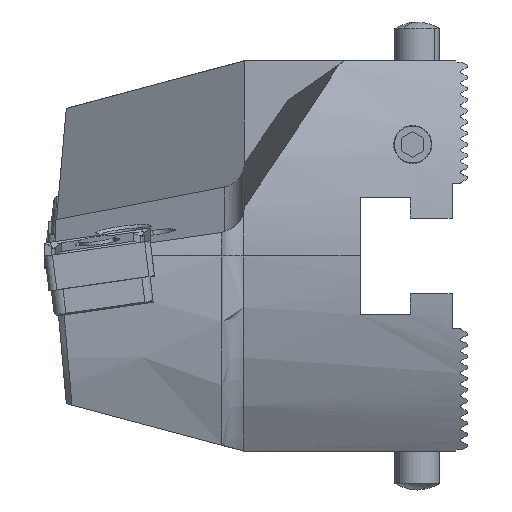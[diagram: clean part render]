
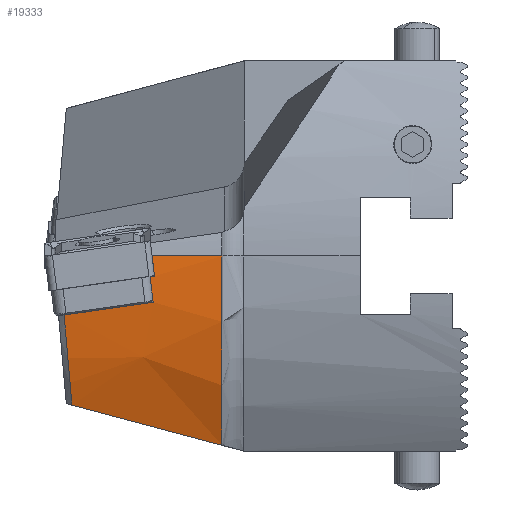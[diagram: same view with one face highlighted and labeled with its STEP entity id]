
A CAD part, left-side view. The second image highlights one B-rep face of the part: STEP entity #19333.
In plain terms, the highlighted conical face has half-angle 9.166 degrees and reference radius 68.183 mm.
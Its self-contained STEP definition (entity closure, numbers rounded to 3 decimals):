
#245 = CARTESIAN_POINT ( 'NONE',  ( 4.609, -19.281, -6.766 ) ) ;
#376 = CARTESIAN_POINT ( 'NONE',  ( 5.264, -4.477, -21.987 ) ) ;
#1004 = CARTESIAN_POINT ( 'NONE',  ( 4.46, -19.7, -3.613 ) ) ;
#1395 =( BOUNDED_CURVE ( )  B_SPLINE_CURVE ( 3, ( #1004, #11398, #15644, #3192 ),
 .UNSPECIFIED., .F., .T. ) 
 B_SPLINE_CURVE_WITH_KNOTS ( ( 4, 4 ),
 ( 4.763, 4.815 ),
 .UNSPECIFIED. ) 
 CURVE ( )  GEOMETRIC_REPRESENTATION_ITEM ( )  RATIONAL_B_SPLINE_CURVE ( ( 1., 1., 1., 1. ) ) 
 REPRESENTATION_ITEM ( '' )  );
#1559 = CARTESIAN_POINT ( 'NONE',  ( 4.338, -18.906, -3.727 ) ) ;
#1853 = CARTESIAN_POINT ( 'NONE',  ( 4.46, -19.7, -3.613 ) ) ;
#2021 = EDGE_CURVE ( 'NONE', #23311, #2807, #10569, .T. ) ;
#2432 = CARTESIAN_POINT ( 'NONE',  ( 7.079, -4.887, -26.72 ) ) ;
#2804 = ORIENTED_EDGE ( 'NONE', *, *, #21316, .F. ) ;
#2807 = VERTEX_POINT ( 'NONE', #22888 ) ;
#2971 = CARTESIAN_POINT ( 'NONE',  ( 74.5, -31.788, 0. ) ) ;
#3013 = CARTESIAN_POINT ( 'NONE',  ( 2.518, -3.486, -10.537 ) ) ;
#3192 = CARTESIAN_POINT ( 'NONE',  ( 4.296, -19.257, 0. ) ) ;
#3589 = CARTESIAN_POINT ( 'NONE',  ( 74.5, -31.788, 0. ) ) ;
#3614 = EDGE_CURVE ( 'NONE', #10596, #18262, #24572, .T. ) ;
#4347 = VERTEX_POINT ( 'NONE', #18435 ) ;
#4962 = ORIENTED_EDGE ( 'NONE', *, *, #13429, .F. ) ;
#6019 = DIRECTION ( 'NONE',  ( -1., 0., 0. ) ) ;
#6242 = CARTESIAN_POINT ( 'NONE',  ( 9.75, -14.438, -29.279 ) ) ;
#6283 = EDGE_CURVE ( 'NONE', #18779, #14990, #24914, .T. ) ;
#6810 = AXIS2_PLACEMENT_3D ( 'NONE', #3589, #18124, #9716 ) ;
#7270 = CARTESIAN_POINT ( 'NONE',  ( 7.079, -4.887, -26.72 ) ) ;
#7705 = ORIENTED_EDGE ( 'NONE', *, *, #6283, .T. ) ;
#8173 = ORIENTED_EDGE ( 'NONE', *, *, #21281, .T. ) ;
#8485 = VERTEX_POINT ( 'NONE', #13970 ) ;
#8637 = CARTESIAN_POINT ( 'NONE',  ( 4.338, -18.906, -3.727 ) ) ;
#8668 = CARTESIAN_POINT ( 'NONE',  ( 3.021, -3.758, -13.673 ) ) ;
#9152 = CARTESIAN_POINT ( 'NONE',  ( 4.819, -19.468, -8.277 ) ) ;
#9232 = CARTESIAN_POINT ( 'NONE',  ( 4.044, -14.142, -9.032 ) ) ;
#9716 = DIRECTION ( 'NONE',  ( -1., 0., 0. ) ) ;
#9943 = CARTESIAN_POINT ( 'NONE',  ( 4.338, -18.906, -3.727 ) ) ;
#10035 = LINE ( 'NONE', #10187, #14222 ) ;
#10187 = CARTESIAN_POINT ( 'NONE',  ( 6.318, -31.788, 0. ) ) ;
#10557 = CARTESIAN_POINT ( 'NONE',  ( 4.46, -19.7, -3.613 ) ) ;
#10569 = CIRCLE ( 'NONE', #14509, 68.182 ) ;
#10596 = VERTEX_POINT ( 'NONE', #1559 ) ;
#11116 =( BOUNDED_CURVE ( )  B_SPLINE_CURVE ( 3, ( #22739, #18498, #6242, #20802 ),
 .UNSPECIFIED., .F., .T. ) 
 B_SPLINE_CURVE_WITH_KNOTS ( ( 4, 4 ),
 ( 3.704, 3.794 ),
 .UNSPECIFIED. ) 
 CURVE ( )  GEOMETRIC_REPRESENTATION_ITEM ( )  RATIONAL_B_SPLINE_CURVE ( ( 1., 0.999, 0.999, 1. ) ) 
 REPRESENTATION_ITEM ( '' )  );
#11398 = CARTESIAN_POINT ( 'NONE',  ( 4.374, -19.552, -2.41 ) ) ;
#11810 = EDGE_CURVE ( 'NONE', #8485, #18779, #19217, .T. ) ;
#12825 = CARTESIAN_POINT ( 'NONE',  ( 3.699, -4.01, -16.593 ) ) ;
#13429 = EDGE_CURVE ( 'NONE', #8485, #10596, #22886, .T. ) ;
#13465 = ORIENTED_EDGE ( 'NONE', *, *, #3614, .F. ) ;
#13970 = CARTESIAN_POINT ( 'NONE',  ( 4.819, -19.468, -8.277 ) ) ;
#14222 = VECTOR ( 'NONE', #14331, 1000. ) ;
#14331 = DIRECTION ( 'NONE',  ( -0.159, 0.987, 0. ) ) ;
#14509 = AXIS2_PLACEMENT_3D ( 'NONE', #2971, #16108, #6019 ) ;
#14867 = CARTESIAN_POINT ( 'NONE',  ( 4.379, -19.171, -3.689 ) ) ;
#14908 = CARTESIAN_POINT ( 'NONE',  ( 6.15, -4.692, -24.462 ) ) ;
#14990 = VERTEX_POINT ( 'NONE', #7270 ) ;
#15460 = CARTESIAN_POINT ( 'NONE',  ( 3.277, -8.815, -9.785 ) ) ;
#15530 = CARTESIAN_POINT ( 'NONE',  ( 15.358, -31.788, -33.928 ) ) ;
#15644 = CARTESIAN_POINT ( 'NONE',  ( 4.319, -19.405, -1.206 ) ) ;
#16108 = DIRECTION ( 'NONE',  ( 0., 1., 0. ) ) ;
#16360 = ORIENTED_EDGE ( 'NONE', *, *, #21877, .F. ) ;
#17540 = EDGE_LOOP ( 'NONE', ( #20901, #8173, #16360, #13465, #4962, #24582, #7705, #2804 ) ) ;
#17636 = CARTESIAN_POINT ( 'NONE',  ( 2.518, -3.486, -10.537 ) ) ;
#17993 = CARTESIAN_POINT ( 'NONE',  ( 4.419, -19.435, -3.651 ) ) ;
#18124 = DIRECTION ( 'NONE',  ( 0., 1., 0. ) ) ;
#18262 = VERTEX_POINT ( 'NONE', #1853 ) ;
#18435 = CARTESIAN_POINT ( 'NONE',  ( 4.296, -19.257, 0. ) ) ;
#18498 = CARTESIAN_POINT ( 'NONE',  ( 12.512, -23.411, -31.683 ) ) ;
#18779 = VERTEX_POINT ( 'NONE', #17636 ) ;
#18950 = CARTESIAN_POINT ( 'NONE',  ( 4.819, -19.468, -8.277 ) ) ;
#19217 = B_SPLINE_CURVE_WITH_KNOTS ( 'NONE', 3,
 ( #9152, #9232, #15460, #3013 ),
 .UNSPECIFIED., .F., .F.,
 ( 4, 4 ),
 ( 0.005, 0.021 ),
 .UNSPECIFIED. ) ;
#19333 = ADVANCED_FACE ( 'NONE', ( #21815 ), #21172, .T. ) ;
#20802 = CARTESIAN_POINT ( 'NONE',  ( 7.079, -4.887, -26.72 ) ) ;
#20901 = ORIENTED_EDGE ( 'NONE', *, *, #2021, .T. ) ;
#21090 = CARTESIAN_POINT ( 'NONE',  ( 4.449, -19.093, -5.248 ) ) ;
#21172 = CONICAL_SURFACE ( 'NONE', #6810, 68.182, 0.16 ) ;
#21281 = EDGE_CURVE ( 'NONE', #2807, #4347, #10035, .T. ) ;
#21316 = EDGE_CURVE ( 'NONE', #23311, #14990, #11116, .T. ) ;
#21815 = FACE_OUTER_BOUND ( 'NONE', #17540, .T. ) ;
#21877 = EDGE_CURVE ( 'NONE', #18262, #4347, #1395, .T. ) ;
#22739 = CARTESIAN_POINT ( 'NONE',  ( 15.358, -31.788, -33.928 ) ) ;
#22886 =( BOUNDED_CURVE ( )  B_SPLINE_CURVE ( 3, ( #18950, #245, #21090, #8637 ),
 .UNSPECIFIED., .F., .T. ) 
 B_SPLINE_CURVE_WITH_KNOTS ( ( 4, 4 ),
 ( 4.697, 4.762 ),
 .UNSPECIFIED. ) 
 CURVE ( )  GEOMETRIC_REPRESENTATION_ITEM ( )  RATIONAL_B_SPLINE_CURVE ( ( 1., 1., 1., 1. ) ) 
 REPRESENTATION_ITEM ( '' )  );
#22888 = CARTESIAN_POINT ( 'NONE',  ( 6.318, -31.788, 0. ) ) ;
#23234 = CARTESIAN_POINT ( 'NONE',  ( 2.518, -3.486, -10.537 ) ) ;
#23311 = VERTEX_POINT ( 'NONE', #15530 ) ;
#24572 = B_SPLINE_CURVE_WITH_KNOTS ( 'NONE', 3,
 ( #9943, #14867, #17993, #10557 ),
 .UNSPECIFIED., .F., .F.,
 ( 4, 4 ),
 ( 0., 0.001 ),
 .UNSPECIFIED. ) ;
#24582 = ORIENTED_EDGE ( 'NONE', *, *, #11810, .T. ) ;
#24914 = B_SPLINE_CURVE_WITH_KNOTS ( 'NONE', 3,
 ( #23234, #8668, #12825, #376, #14908, #2432 ),
 .UNSPECIFIED., .F., .F.,
 ( 4, 2, 4 ),
 ( 0., 0.5, 1. ),
 .UNSPECIFIED. ) ;
